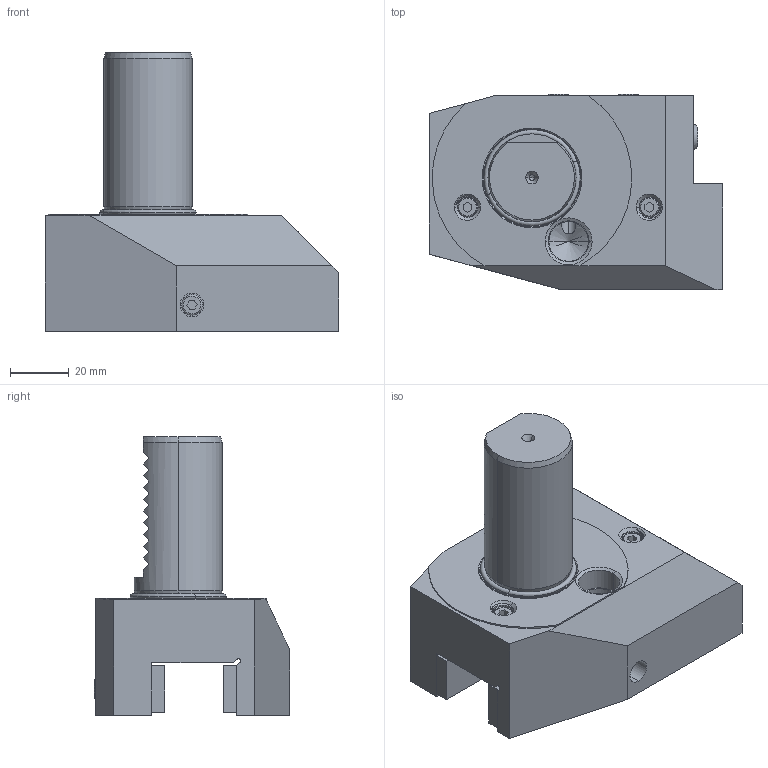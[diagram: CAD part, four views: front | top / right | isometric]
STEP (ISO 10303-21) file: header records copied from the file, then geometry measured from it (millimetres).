
FILE_DESCRIPTION (( 'STEP AP203' ), '1' );
FILE_NAME ('309.36.20.STEP', '2016-11-28T09:19:03', ( '' ), ( '' ), 'SwSTEP 2.0', 'SolidWorks 2012', '' );
FILE_SCHEMA (( 'CONFIG_CONTROL_DESIGN' ));
Products named in the file (13): M4x20; M4x12; 309.36.20; M10平頭螺絲; 管螺文螺絲; M8尖頭螺絲; 2-44100006N4出水銅嘴; 90x16x4.5; 99x16x4; 皿頭_M4xP0.7x8L; O型環; VDI30  B6; 16x5.8
Assembly tree (17 placements, depth 2):
  309.36.20
    VDI30  B6
    16x5.8  x2
    O型環
    皿頭_M4xP0.7x8L
    2-44100006N4出水銅嘴
    90x16x4.5
    99x16x4
    M8尖頭螺絲  x2
    M10平頭螺絲  x3
    管螺文螺絲
    M4x20  x2
    M4x12
Bounding box: 100 x 66.5 x 95 mm (x, y, z)
Volume: 217280.8 mm3; surface area: 53477.6 mm2
Topology: 28 solids, 28 shells, 955 faces, 2562 edges, 1670 vertices
Faces by surface type: cylinder 550, plane 165, cone 145, bspline 71, torus 22, sphere 2
Entity records: 75471 total; most frequent: CARTESIAN_POINT 57705, ORIENTED_EDGE 4058, DIRECTION 2703, EDGE_CURVE 2029, VERTEX_POINT 1326, AXIS2_PLACEMENT_3D 977, EDGE_LOOP 803, ADVANCED_FACE 761
